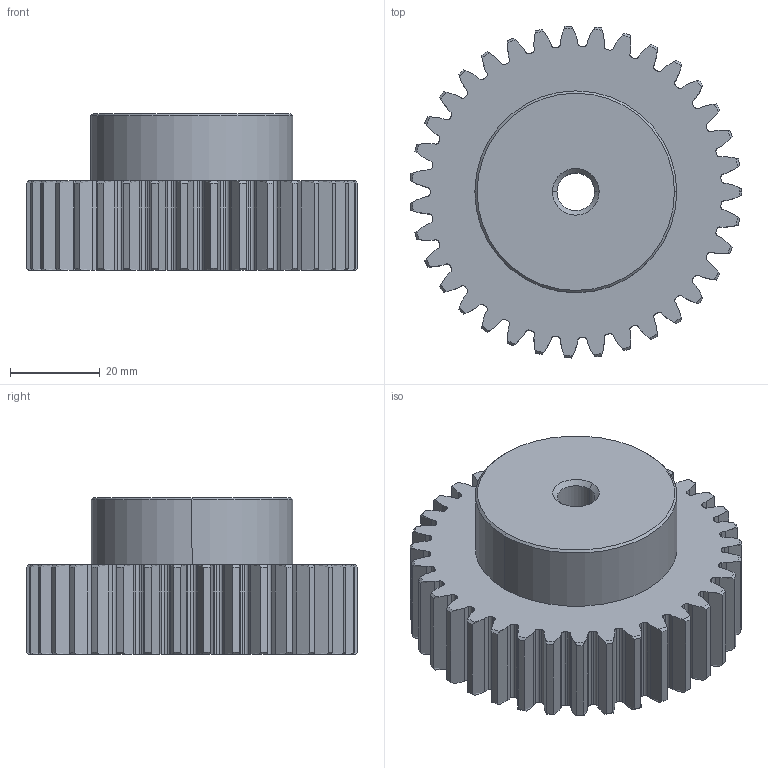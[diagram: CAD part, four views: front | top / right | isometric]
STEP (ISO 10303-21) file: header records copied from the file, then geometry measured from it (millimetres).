
FILE_DESCRIPTION((''),'2;1');
FILE_NAME('GEARWHEEL_TEETH_35_MOD_2','2025-04-16T12:24:38',('Constantin Schempp'),(''),'CREO PARAMETRIC BY PTC INC, 2024063','CREO PARAMETRIC BY PTC INC, 2024063','');
FILE_SCHEMA(('CONFIG_CONTROL_DESIGN'));
Length unit declared in the file: millimetre
Products named in the file (1): GEARWHEEL_TEETH_35_MOD_2
Bounding box: 73.91 x 73.98 x 35 mm (x, y, z)
Volume: 98131 mm3; surface area: 19138.8 mm2
Topology: 1 solids, 1 shells, 365 faces, 1085 edges, 724 vertices
Faces by surface type: cylinder 144, extrusion 140, cone 78, plane 3
Entity records: 13448 total; most frequent: CARTESIAN_POINT 4077, ORIENTED_EDGE 2160, DIRECTION 1629, EDGE_CURVE 1080, VERTEX_POINT 718, AXIS2_PLACEMENT_3D 598, B_SPLINE_CURVE_WITH_KNOTS 560, VECTOR 433
